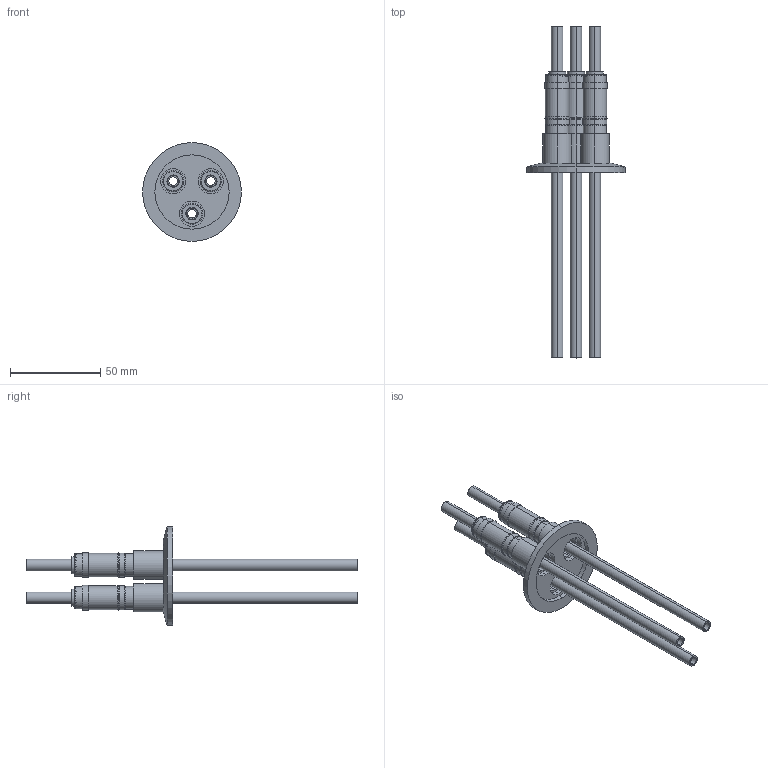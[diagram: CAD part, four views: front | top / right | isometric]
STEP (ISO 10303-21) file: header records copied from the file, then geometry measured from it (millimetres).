
FILE_DESCRIPTION (( 'STEP AP203' ), '1' );
FILE_NAME ('A0115-6-QF.STEP', '2013-06-13T11:46:11', ( '' ), ( '' ), 'SwSTEP 2.0', 'SolidWorks 2012', '' );
FILE_SCHEMA (( 'CONFIG_CONTROL_DESIGN' ));
Length unit declared in the file: inch
Products named in the file (1): A0115-6-QF
Bounding box: 54.86 x 184.15 x 54.86 mm (x, y, z)
Volume: 28382.9 mm3; surface area: 39472.7 mm2
Topology: 1 solids, 1 shells, 225 faces, 484 edges, 310 vertices
Faces by surface type: cylinder 124, plane 51, cone 32, bspline 18
Entity records: 7929 total; most frequent: CARTESIAN_POINT 2742, DIRECTION 1192, ORIENTED_EDGE 968, AXIS2_PLACEMENT_3D 518, EDGE_CURVE 484, VERTEX_POINT 310, CIRCLE 310, EDGE_LOOP 280
